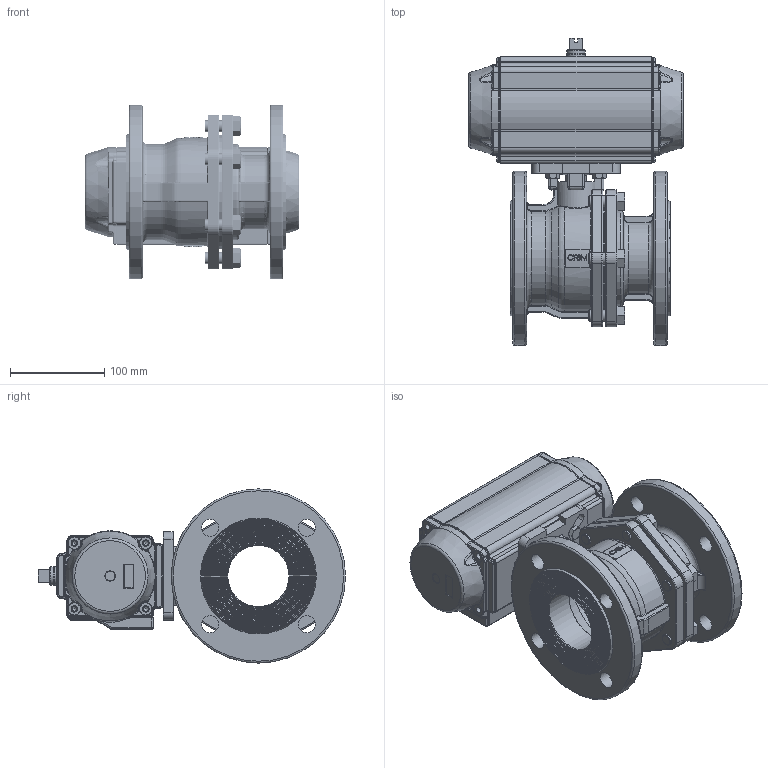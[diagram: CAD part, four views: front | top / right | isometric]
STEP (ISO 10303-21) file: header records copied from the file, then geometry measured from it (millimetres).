
FILE_DESCRIPTION(/* description */ ('Unknown'),/* implementation_level */ '2;1');
FILE_NAME(/* name */ 'PD05 0920-10',/* time_stamp */ '2024-09-24T13:27:53+02:00',/* author */ ('Unknown'),/* organization */ ('Unknown'),/* preprocessor_version */ 'ST-DEVELOPER v19.4',/* originating_system */ 'Solid Edge',/* authorisation */ 'Unknown');
FILE_SCHEMA (('AUTOMOTIVE_DESIGN {1 0 10303 214 3 1 1}'));
Products named in the file (16): PD05 0920-10; 920-10; MV-24D-LZ-DN65; MV-24D-G(J)-DN65; MV-24D-FGM-DN65; MV-24D-FS-DN65; MV-24D-T(J)-DN65; MV-24D-FG-DN65; MV-24D-DD-DN65; DIN 933 M8x22 A2-70 BLK_EDST; PD05_PE04; VTE85____; huosai85; zhou85; vt85-2016-06-25  _______MIR; vt85-2016-06-25
Assembly tree (25 placements, depth 3):
  PD05 0920-10
    920-10
      MV-24D-LZ-DN65  x6
      MV-24D-G(J)-DN65
      MV-24D-FGM-DN65
      MV-24D-FS-DN65
      MV-24D-T(J)-DN65
      MV-24D-FG-DN65
      MV-24D-DD-DN65  x2
    DIN 933 M8x22 A2-70 BLK_EDST  x4
    PD05_PE04
      VTE85____
      huosai85  x2
      zhou85
      vt85-2016-06-25  _______MIR
      vt85-2016-06-25
Bounding box: 228 x 326 x 185 mm (x, y, z)
Volume: 2592001.1 mm3; surface area: 612983.3 mm2
Topology: 23 solids, 23 shells, 3424 faces, 8370 edges, 5167 vertices
Faces by surface type: plane 1013, cylinder 763, bspline 705, torus 526, cone 413, sphere 4
Full cylindrical faces by diameter (mm): 4 x2, 4.134 x8, 4.917 x13, 5 x2, 6.647 x6, 8 x4, 10.3 x6, 11.445 x2, 12 x8, 13 x14, 13.5 x6, 16.2 x1, 16.5 x1, 18 x8, 18.3 x1, 18.7 x1, 20 x7, 20.5 x1, 22 x2, 22.1 x1, 23 x14, 26 x1, 27 x1, 28 x2, 29 x1, 31.5 x1, 32.2 x1, 32.4 x1, 36 x4, 37 x2
Entity records: 133698 total; most frequent: CARTESIAN_POINT 73235, ORIENTED_EDGE 12940, DIRECTION 11048, EDGE_CURVE 6470, AXIS2_PLACEMENT_3D 4455, VERTEX_POINT 4245, FACE_BOUND 3539, EDGE_LOOP 3527
